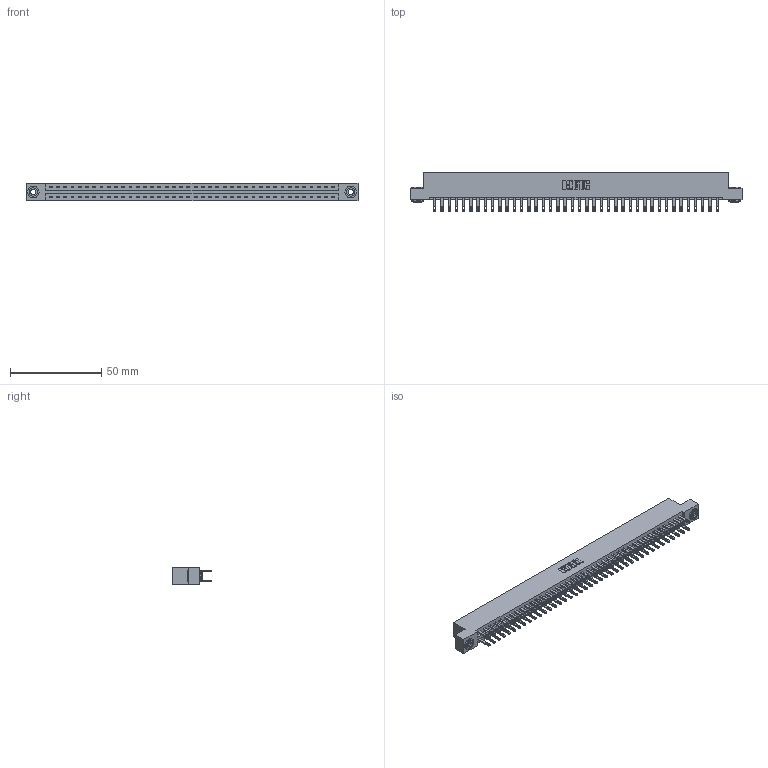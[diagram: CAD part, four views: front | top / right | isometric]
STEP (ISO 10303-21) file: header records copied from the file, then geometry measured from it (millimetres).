
FILE_DESCRIPTION (( 'STEP AP203' ), '1' );
FILE_NAME ('887-080-500-203.STEP', '2020-09-21T04:18:35', ( '' ), ( '' ), 'SwSTEP 2.0', 'SolidWorks 2020', '' );
FILE_SCHEMA (( 'CONFIG_CONTROL_DESIGN' ));
Length unit declared in the file: inch
Products named in the file (4): 887-080-500-203; 345-292-001_345-293-100; 837 Part_Flush Mounting Lugs - 0.156 Dia-TH; 345-250-002_345-250-002-102
Assembly tree (83 placements, depth 2):
  887-080-500-203
    837 Part_Flush Mounting Lugs - 0.156 Dia-TH
    345-292-001_345-293-100  x80
    345-250-002_345-250-002-102  x2
Bounding box: 181.51 x 21.85 x 9.4 mm (x, y, z)
Volume: 19366 mm3; surface area: 22986 mm2
Topology: 83 solids, 83 shells, 4152 faces, 12627 edges, 8414 vertices
Faces by surface type: plane 2640, cylinder 1504, cone 8
Entity records: 31852 total; most frequent: CARTESIAN_POINT 5341, ORIENTED_EDGE 5270, DIRECTION 4581, EDGE_CURVE 2635, VECTOR 2479, LINE 2479, VERTEX_POINT 1754, AXIS2_PLACEMENT_3D 1051
